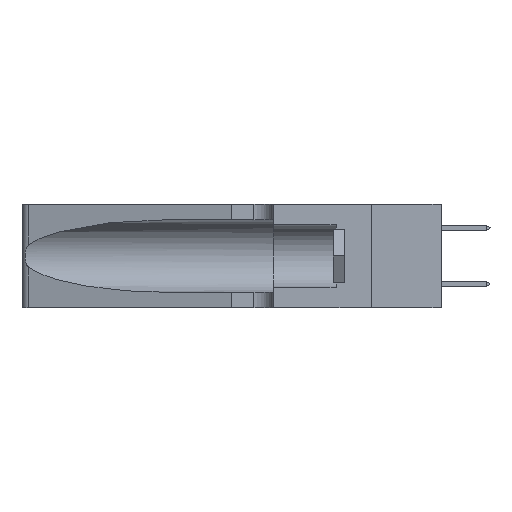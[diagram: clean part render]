
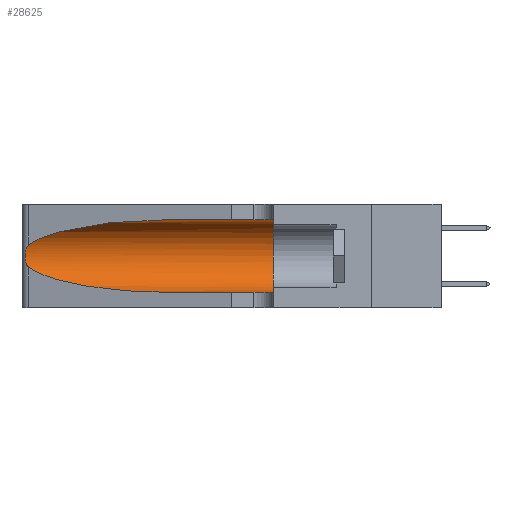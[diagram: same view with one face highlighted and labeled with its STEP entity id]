
A CAD part, left-side view. The second image highlights one B-rep face of the part: STEP entity #28625.
In plain terms, the highlighted cylindrical face has radius 3.308 mm (diameter 6.617 mm), a partial arc.
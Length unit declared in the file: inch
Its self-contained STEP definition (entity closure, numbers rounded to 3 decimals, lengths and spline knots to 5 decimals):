
#198 = CARTESIAN_POINT ( 'NONE',  ( 0.1305, 0.72297, 0.05475 ) ) ;
#750 = EDGE_LOOP ( 'NONE', ( #27547, #9737, #34868, #26863, #29623, #7224 ) ) ;
#1781 = CARTESIAN_POINT ( 'NONE',  ( 0.25854, 1.2359, 0.20912 ) ) ;
#2020 = CARTESIAN_POINT ( 'NONE',  ( 0.1305, 1.61858, 0.185 ) ) ;
#2548 = CARTESIAN_POINT ( 'NONE',  ( 0.1305, 0.72297, 0.31525 ) ) ;
#4773 = CARTESIAN_POINT ( 'NONE',  ( 0.26075, 1.23896, 0.19203 ) ) ;
#5510 = LINE ( 'NONE', #37821, #36205 ) ;
#5719 = EDGE_CURVE ( 'NONE', #30177, #20239, #16491, .T. ) ;
#5890 =( BOUNDED_CURVE ( )  B_SPLINE_CURVE ( 3, ( #26830, #29848, #18000, #198 ),
 .UNSPECIFIED., .F., .T. ) 
 B_SPLINE_CURVE_WITH_KNOTS ( ( 4, 4 ),
 ( 3.44316, 4.71239 ),
 .UNSPECIFIED. ) 
 CURVE ( )  GEOMETRIC_REPRESENTATION_ITEM ( )  RATIONAL_B_SPLINE_CURVE ( ( 1., 0.87, 0.87, 1. ) ) 
 REPRESENTATION_ITEM ( '' )  );
#7164 = DIRECTION ( 'NONE',  ( 0., 1., 0. ) ) ;
#7224 = ORIENTED_EDGE ( 'NONE', *, *, #38244, .F. ) ;
#7664 = CARTESIAN_POINT ( 'NONE',  ( 0.25487, 1.22718, 0.22369 ) ) ;
#7791 = CARTESIAN_POINT ( 'NONE',  ( 0.26017, 1.23833, 0.17102 ) ) ;
#8288 = CIRCLE ( 'NONE', #28260, 0.13025 ) ;
#8837 = FACE_OUTER_BOUND ( 'NONE', #750, .T. ) ;
#9091 = CARTESIAN_POINT ( 'NONE',  ( 0.1305, 0.72297, 0.31525 ) ) ;
#9737 = ORIENTED_EDGE ( 'NONE', *, *, #5719, .T. ) ;
#10764 = CARTESIAN_POINT ( 'NONE',  ( 0.25789, 1.23486, 0.15765 ) ) ;
#12066 = CARTESIAN_POINT ( 'NONE',  ( 0.18966, 0.96281, 0.31525 ) ) ;
#13631 = CARTESIAN_POINT ( 'NONE',  ( 0.1305, 0.35, 0.05475 ) ) ;
#13741 = CARTESIAN_POINT ( 'NONE',  ( 0.25555, 1.22993, 0.14849 ) ) ;
#14052 = DIRECTION ( 'NONE',  ( 0., -1., 0. ) ) ;
#14421 = VECTOR ( 'NONE', #14052, 39.37008 ) ;
#15064 = CARTESIAN_POINT ( 'NONE',  ( 0.25487, 1.22718, 0.22369 ) ) ;
#15421 = VERTEX_POINT ( 'NONE', #13631 ) ;
#16491 = B_SPLINE_CURVE_WITH_KNOTS ( 'NONE', 3,
 ( #7664, #16589, #28433, #19570, #1781, #22561, #4773, #25553, #7791, #28563, #10764, #31586, #13741, #34575 ),
 .UNSPECIFIED., .F., .F.,
 ( 4, 2, 2, 2, 2, 2, 4 ),
 ( 0., 0.00027, 0.00053, 0.00107, 0.0016, 0.00187, 0.00214 ),
 .UNSPECIFIED. ) ;
#16589 = CARTESIAN_POINT ( 'NONE',  ( 0.25555, 1.22994, 0.2215 ) ) ;
#18000 = CARTESIAN_POINT ( 'NONE',  ( 0.18966, 0.96281, 0.05475 ) ) ;
#19570 = CARTESIAN_POINT ( 'NONE',  ( 0.25787, 1.23484, 0.2124 ) ) ;
#20239 = VERTEX_POINT ( 'NONE', #36894 ) ;
#20625 = EDGE_CURVE ( 'NONE', #20239, #21345, #5890, .T. ) ;
#21345 = VERTEX_POINT ( 'NONE', #27311 ) ;
#21679 = EDGE_CURVE ( 'NONE', #21345, #15421, #30246, .T. ) ;
#22561 = CARTESIAN_POINT ( 'NONE',  ( 0.26018, 1.23835, 0.19895 ) ) ;
#22798 = DIRECTION ( 'NONE',  ( 0., 0., -1. ) ) ;
#22871 = CARTESIAN_POINT ( 'NONE',  ( 0.1305, 1.61858, 0.05475 ) ) ;
#23250 = EDGE_CURVE ( 'NONE', #25710, #30177, #30691, .T. ) ;
#24925 = CARTESIAN_POINT ( 'NONE',  ( 0.1305, 0.35, 0.185 ) ) ;
#25553 = CARTESIAN_POINT ( 'NONE',  ( 0.26075, 1.23896, 0.178 ) ) ;
#25710 = VERTEX_POINT ( 'NONE', #2548 ) ;
#25951 = DIRECTION ( 'NONE',  ( 0., -1., 0. ) ) ;
#26475 = AXIS2_PLACEMENT_3D ( 'NONE', #2020, #31690, #22798 ) ;
#26830 = CARTESIAN_POINT ( 'NONE',  ( 0.25487, 1.22718, 0.14631 ) ) ;
#26863 = ORIENTED_EDGE ( 'NONE', *, *, #21679, .T. ) ;
#27311 = CARTESIAN_POINT ( 'NONE',  ( 0.1305, 0.72297, 0.05475 ) ) ;
#27547 = ORIENTED_EDGE ( 'NONE', *, *, #23250, .T. ) ;
#27930 = DIRECTION ( 'NONE',  ( 0., 0., 1. ) ) ;
#28260 = AXIS2_PLACEMENT_3D ( 'NONE', #24925, #7164, #27930 ) ;
#28433 = CARTESIAN_POINT ( 'NONE',  ( 0.25639, 1.23184, 0.21858 ) ) ;
#28563 = CARTESIAN_POINT ( 'NONE',  ( 0.25856, 1.23593, 0.16098 ) ) ;
#28625 = ADVANCED_FACE ( 'NONE', ( #8837 ), #31659, .F. ) ;
#29623 = ORIENTED_EDGE ( 'NONE', *, *, #29763, .F. ) ;
#29763 = EDGE_CURVE ( 'NONE', #38445, #15421, #8288, .T. ) ;
#29848 = CARTESIAN_POINT ( 'NONE',  ( 0.2373, 1.15595, 0.08982 ) ) ;
#30177 = VERTEX_POINT ( 'NONE', #35594 ) ;
#30246 = LINE ( 'NONE', #22871, #14421 ) ;
#30407 = CARTESIAN_POINT ( 'NONE',  ( 0.1305, 0.35, 0.31525 ) ) ;
#30691 =( BOUNDED_CURVE ( )  B_SPLINE_CURVE ( 3, ( #9091, #12066, #32890, #15064 ),
 .UNSPECIFIED., .F., .F. ) 
 B_SPLINE_CURVE_WITH_KNOTS ( ( 4, 4 ),
 ( 1.5708, 2.84003 ),
 .UNSPECIFIED. ) 
 CURVE ( )  GEOMETRIC_REPRESENTATION_ITEM ( )  RATIONAL_B_SPLINE_CURVE ( ( 1., 0.87, 0.87, 1. ) ) 
 REPRESENTATION_ITEM ( '' )  );
#31586 = CARTESIAN_POINT ( 'NONE',  ( 0.25639, 1.23186, 0.15144 ) ) ;
#31659 = CYLINDRICAL_SURFACE ( 'NONE', #26475, 0.13025 ) ;
#31690 = DIRECTION ( 'NONE',  ( 0., -1., 0. ) ) ;
#32890 = CARTESIAN_POINT ( 'NONE',  ( 0.2373, 1.15595, 0.28018 ) ) ;
#34575 = CARTESIAN_POINT ( 'NONE',  ( 0.25487, 1.22718, 0.14631 ) ) ;
#34868 = ORIENTED_EDGE ( 'NONE', *, *, #20625, .T. ) ;
#35594 = CARTESIAN_POINT ( 'NONE',  ( 0.25487, 1.22718, 0.22369 ) ) ;
#36205 = VECTOR ( 'NONE', #25951, 39.37008 ) ;
#36894 = CARTESIAN_POINT ( 'NONE',  ( 0.25487, 1.22718, 0.14631 ) ) ;
#37821 = CARTESIAN_POINT ( 'NONE',  ( 0.1305, 1.61858, 0.31525 ) ) ;
#38244 = EDGE_CURVE ( 'NONE', #25710, #38445, #5510, .T. ) ;
#38445 = VERTEX_POINT ( 'NONE', #30407 ) ;
